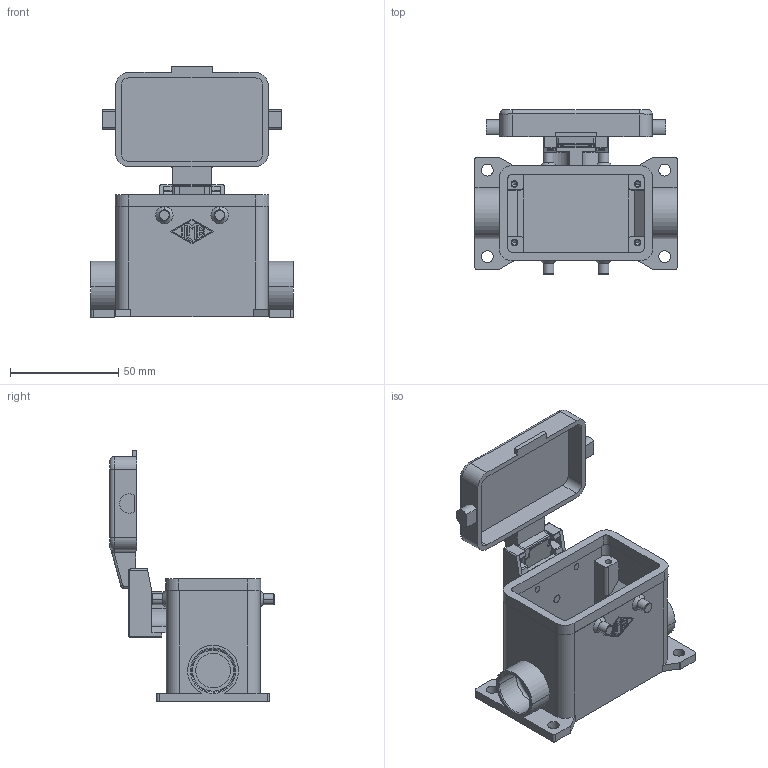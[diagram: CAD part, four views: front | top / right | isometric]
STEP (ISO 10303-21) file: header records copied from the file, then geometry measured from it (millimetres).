
FILE_DESCRIPTION(('CoCreate Modeling STEP Export'),'2;1');
FILE_NAME('MMP 03 CS20.stp','2009-06-05T11:23:12',(''),(''),'CoCreate Modeling STEP processor for AP214 (Solid Model)','CoCreate Modeling 16.00A 16-Aug-2008 (C) Parametric Technology GmbH','');
FILE_SCHEMA(('AUTOMOTIVE_DESIGN { 1 0 10303 214 1 1 1 1 }'));
Length unit declared in the file: millimetre
Products named in the file (4): MSBO8221_Body_1; MSBO8221.1; MSBO8221_Asm_1; Assembly-1
Assembly tree (3 placements, depth 3):
  Assembly-1
    MSBO8221_Asm_1
      MSBO8221.1
      MSBO8221_Body_1
Bounding box: 93.5 x 76 x 116.5 mm (x, y, z)
Volume: 93796.6 mm3; surface area: 52311 mm2
Topology: 2 solids, 3 shells, 432 faces, 1124 edges, 716 vertices
Faces by surface type: plane 203, cylinder 173, cone 26, torus 24, bspline 4, sphere 2
Entity records: 16051 total; most frequent: CARTESIAN_POINT 2331, ORIENTED_EDGE 2224, DIRECTION 2018, EDGE_CURVE 1112, VERTEX_POINT 716, VECTOR 684, LINE 684, AXIS2_PLACEMENT_3D 667
